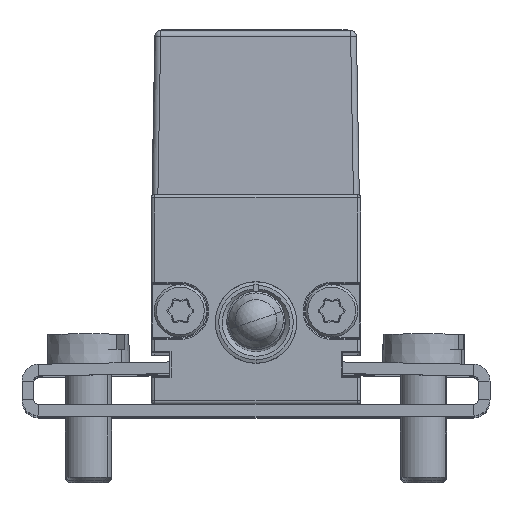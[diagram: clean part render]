
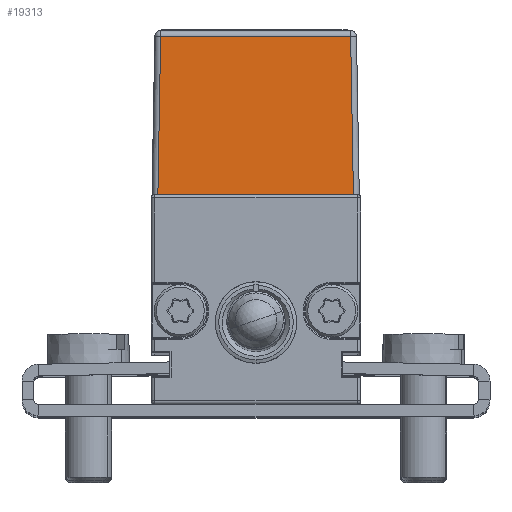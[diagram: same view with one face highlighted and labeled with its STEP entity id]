
A CAD part, top view. The second image highlights one B-rep face of the part: STEP entity #19313.
In plain terms, the highlighted planar face has unit normal (0, 0.018, 1).
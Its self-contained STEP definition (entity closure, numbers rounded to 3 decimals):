
#1832 = VERTEX_POINT ( 'NONE', #27748 ) ;
#4285 = FACE_OUTER_BOUND ( 'NONE', #27527, .T. ) ;
#4286 = PLANE ( 'NONE',  #20283 ) ;
#4296 = CARTESIAN_POINT ( 'NONE',  ( -8.929, 18., 129.184 ) ) ;
#4297 = DIRECTION ( 'NONE',  ( 0., 0.017, 1. ) ) ;
#4298 = DIRECTION ( 'NONE',  ( 0., -1., 0.017 ) ) ;
#7175 = ORIENTED_EDGE ( 'NONE', *, *, #28483, .T. ) ;
#7177 = ORIENTED_EDGE ( 'NONE', *, *, #28481, .T. ) ;
#7178 = ORIENTED_EDGE ( 'NONE', *, *, #28446, .T. ) ;
#7179 = ORIENTED_EDGE ( 'NONE', *, *, #28484, .T. ) ;
#16515 = VECTOR ( 'NONE', #30051, 1000. ) ;
#16613 = VECTOR ( 'NONE', #34505, 1000. ) ;
#16625 = VECTOR ( 'NONE', #34512, 1000. ) ;
#16635 = VECTOR ( 'NONE', #34515, 1000. ) ;
#18868 = CARTESIAN_POINT ( 'NONE',  ( -8.426, 18., 129.184 ) ) ;
#19313 = ADVANCED_FACE ( 'NONE', ( #4285 ), #4286, .T. ) ;
#20283 = AXIS2_PLACEMENT_3D ( 'NONE', #4296, #4297, #4298 ) ;
#26826 = VERTEX_POINT ( 'NONE', #32594 ) ;
#27219 = VERTEX_POINT ( 'NONE', #30265 ) ;
#27527 = EDGE_LOOP ( 'NONE', ( #7175, #7177, #7178, #7179 ) ) ;
#27748 = CARTESIAN_POINT ( 'NONE',  ( 8.129, 31.583, 128.947 ) ) ;
#28446 = EDGE_CURVE ( 'NONE', #26826, #35558, #30045, .T. ) ;
#28481 = EDGE_CURVE ( 'NONE', #1832, #26826, #34501, .T. ) ;
#28483 = EDGE_CURVE ( 'NONE', #27219, #1832, #34508, .T. ) ;
#28484 = EDGE_CURVE ( 'NONE', #35558, #27219, #34513, .T. ) ;
#30045 = LINE ( 'NONE', #30046, #16515 ) ;
#30046 = CARTESIAN_POINT ( 'NONE',  ( -8.426, 17.991, 129.184 ) ) ;
#30051 = DIRECTION ( 'NONE',  ( -0.017, -1., 0.017 ) ) ;
#30265 = CARTESIAN_POINT ( 'NONE',  ( 8.366, 18., 129.184 ) ) ;
#32594 = CARTESIAN_POINT ( 'NONE',  ( -8.189, 31.583, 128.947 ) ) ;
#34483 = CARTESIAN_POINT ( 'NONE',  ( 8.36, 18.302, 129.179 ) ) ;
#34497 = CARTESIAN_POINT ( 'NONE',  ( -8.929, 31.583, 128.947 ) ) ;
#34501 = LINE ( 'NONE', #34497, #16613 ) ;
#34505 = DIRECTION ( 'NONE',  ( -1., 0., 0. ) ) ;
#34508 = LINE ( 'NONE', #34483, #16625 ) ;
#34512 = DIRECTION ( 'NONE',  ( -0.017, 1., -0.017 ) ) ;
#34513 = LINE ( 'NONE', #34514, #16635 ) ;
#34514 = CARTESIAN_POINT ( 'NONE',  ( -8.929, 18., 129.184 ) ) ;
#34515 = DIRECTION ( 'NONE',  ( 1., 0., 0. ) ) ;
#35558 = VERTEX_POINT ( 'NONE', #18868 ) ;
